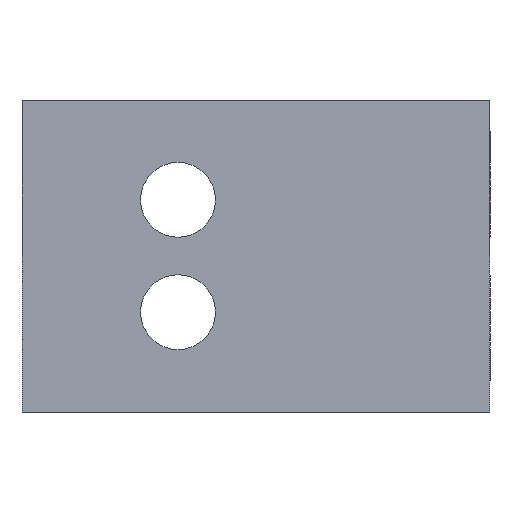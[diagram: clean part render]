
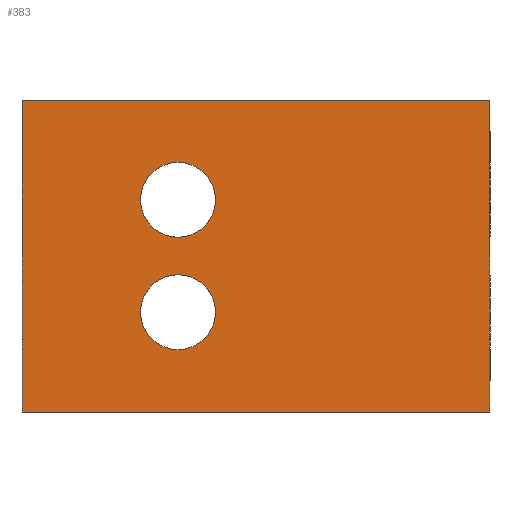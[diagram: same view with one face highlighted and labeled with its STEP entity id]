
A CAD part, left-side view. The second image highlights one B-rep face of the part: STEP entity #383.
In plain terms, the highlighted planar face has unit normal (-1, 0, 0).
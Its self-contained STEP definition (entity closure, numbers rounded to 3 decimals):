
#10 = CARTESIAN_POINT ( 'NONE',  ( 0., 150., 100. ) ) ;
#14 = ORIENTED_EDGE ( 'NONE', *, *, #585, .T. ) ;
#21 = ORIENTED_EDGE ( 'NONE', *, *, #540, .T. ) ;
#31 = DIRECTION ( 'NONE',  ( 0., 1., 0. ) ) ;
#32 = ORIENTED_EDGE ( 'NONE', *, *, #215, .T. ) ;
#45 = VERTEX_POINT ( 'NONE', #188 ) ;
#60 = VERTEX_POINT ( 'NONE', #320 ) ;
#64 = DIRECTION ( 'NONE',  ( 1., 0., 0. ) ) ;
#65 = VERTEX_POINT ( 'NONE', #10 ) ;
#80 = VERTEX_POINT ( 'NONE', #323 ) ;
#97 = AXIS2_PLACEMENT_3D ( 'NONE', #516, #102, #156 ) ;
#102 = DIRECTION ( 'NONE',  ( 1., 0., 0. ) ) ;
#104 = DIRECTION ( 'NONE',  ( 0., 0., -1. ) ) ;
#123 = EDGE_LOOP ( 'NONE', ( #32, #14 ) ) ;
#131 = ORIENTED_EDGE ( 'NONE', *, *, #595, .F. ) ;
#144 = EDGE_CURVE ( 'NONE', #233, #457, #199, .T. ) ;
#156 = DIRECTION ( 'NONE',  ( 0., 0., 1. ) ) ;
#164 = ORIENTED_EDGE ( 'NONE', *, *, #347, .T. ) ;
#169 = ORIENTED_EDGE ( 'NONE', *, *, #590, .T. ) ;
#172 = LINE ( 'NONE', #404, #331 ) ;
#177 = FACE_BOUND ( 'NONE', #123, .T. ) ;
#183 = ORIENTED_EDGE ( 'NONE', *, *, #144, .T. ) ;
#184 = VERTEX_POINT ( 'NONE', #341 ) ;
#188 = CARTESIAN_POINT ( 'NONE',  ( 0., 100., 20. ) ) ;
#193 = EDGE_LOOP ( 'NONE', ( #169, #21 ) ) ;
#195 = LINE ( 'NONE', #334, #395 ) ;
#199 = LINE ( 'NONE', #514, #410 ) ;
#202 = ORIENTED_EDGE ( 'NONE', *, *, #466, .F. ) ;
#215 = EDGE_CURVE ( 'NONE', #60, #184, #268, .T. ) ;
#233 = VERTEX_POINT ( 'NONE', #568 ) ;
#251 = DIRECTION ( 'NONE',  ( 0., 0., -1. ) ) ;
#260 = FACE_OUTER_BOUND ( 'NONE', #549, .T. ) ;
#261 = AXIS2_PLACEMENT_3D ( 'NONE', #312, #592, #31 ) ;
#268 = CIRCLE ( 'NONE', #294, 12. ) ;
#288 = DIRECTION ( 'NONE',  ( 0., 0., -1. ) ) ;
#293 = DIRECTION ( 'NONE',  ( 1., 0., 0. ) ) ;
#294 = AXIS2_PLACEMENT_3D ( 'NONE', #427, #293, #524 ) ;
#299 = CARTESIAN_POINT ( 'NONE',  ( 0., 100., 32. ) ) ;
#304 = CARTESIAN_POINT ( 'NONE',  ( 0., 0., 100. ) ) ;
#312 = CARTESIAN_POINT ( 'NONE',  ( 0., 150., 100. ) ) ;
#320 = CARTESIAN_POINT ( 'NONE',  ( 0., 100., 56. ) ) ;
#323 = CARTESIAN_POINT ( 'NONE',  ( 0., 100., 44. ) ) ;
#330 = AXIS2_PLACEMENT_3D ( 'NONE', #421, #462, #104 ) ;
#331 = VECTOR ( 'NONE', #399, 1000. ) ;
#334 = CARTESIAN_POINT ( 'NONE',  ( 0., 150., 100. ) ) ;
#341 = CARTESIAN_POINT ( 'NONE',  ( 0., 100., 80. ) ) ;
#347 = EDGE_CURVE ( 'NONE', #65, #233, #172, .T. ) ;
#349 = CIRCLE ( 'NONE', #330, 12. ) ;
#359 = VECTOR ( 'NONE', #288, 1000. ) ;
#378 = CIRCLE ( 'NONE', #97, 12. ) ;
#383 = ADVANCED_FACE ( 'NONE', ( #454, #177, #260 ), #490, .F. ) ;
#395 = VECTOR ( 'NONE', #423, 1000. ) ;
#399 = DIRECTION ( 'NONE',  ( 0., 0., -1. ) ) ;
#404 = CARTESIAN_POINT ( 'NONE',  ( 0., 150., 100. ) ) ;
#410 = VECTOR ( 'NONE', #548, 1000. ) ;
#421 = CARTESIAN_POINT ( 'NONE',  ( 0., 100., 32. ) ) ;
#423 = DIRECTION ( 'NONE',  ( 0., -1., 0. ) ) ;
#427 = CARTESIAN_POINT ( 'NONE',  ( 0., 100., 68. ) ) ;
#454 = FACE_BOUND ( 'NONE', #193, .T. ) ;
#457 = VERTEX_POINT ( 'NONE', #561 ) ;
#462 = DIRECTION ( 'NONE',  ( 1., 0., 0. ) ) ;
#466 = EDGE_CURVE ( 'NONE', #65, #504, #195, .T. ) ;
#478 = CIRCLE ( 'NONE', #589, 12. ) ;
#490 = PLANE ( 'NONE',  #261 ) ;
#504 = VERTEX_POINT ( 'NONE', #304 ) ;
#514 = CARTESIAN_POINT ( 'NONE',  ( 0., 150., 0. ) ) ;
#516 = CARTESIAN_POINT ( 'NONE',  ( 0., 100., 68. ) ) ;
#524 = DIRECTION ( 'NONE',  ( 0., 0., 1. ) ) ;
#540 = EDGE_CURVE ( 'NONE', #80, #45, #478, .T. ) ;
#548 = DIRECTION ( 'NONE',  ( 0., -1., 0. ) ) ;
#549 = EDGE_LOOP ( 'NONE', ( #183, #131, #202, #164 ) ) ;
#561 = CARTESIAN_POINT ( 'NONE',  ( 0., 0., 0. ) ) ;
#563 = CARTESIAN_POINT ( 'NONE',  ( 0., 0., 100. ) ) ;
#565 = LINE ( 'NONE', #563, #359 ) ;
#568 = CARTESIAN_POINT ( 'NONE',  ( 0., 150., 0. ) ) ;
#585 = EDGE_CURVE ( 'NONE', #184, #60, #378, .T. ) ;
#589 = AXIS2_PLACEMENT_3D ( 'NONE', #299, #64, #251 ) ;
#590 = EDGE_CURVE ( 'NONE', #45, #80, #349, .T. ) ;
#592 = DIRECTION ( 'NONE',  ( 1., 0., 0. ) ) ;
#595 = EDGE_CURVE ( 'NONE', #504, #457, #565, .T. ) ;
